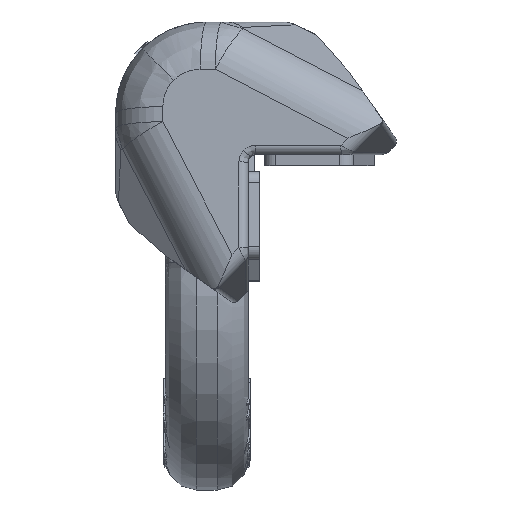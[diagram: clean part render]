
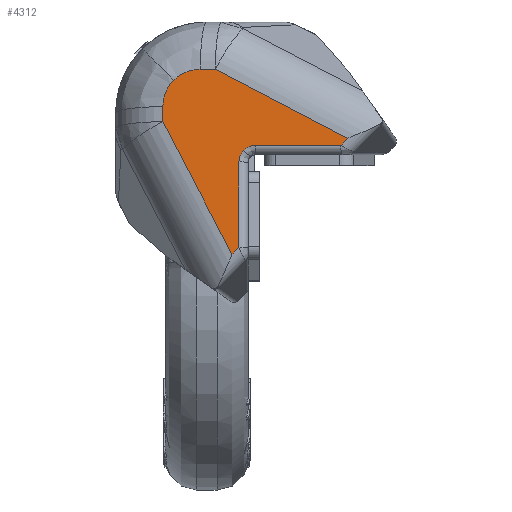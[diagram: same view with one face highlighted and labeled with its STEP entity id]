
A CAD part, left-side view. The second image highlights one B-rep face of the part: STEP entity #4312.
In plain terms, the highlighted face is planar.
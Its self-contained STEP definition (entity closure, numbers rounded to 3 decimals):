
#361=DIRECTION('',(0.702,-0.702,-0.124));
#362=VECTOR('',#361,3.681);
#363=CARTESIAN_POINT('',(6.364,8.621,-34.95));
#364=LINE('',#363,#362);
#375=CARTESIAN_POINT('',(0.,11.257,
-34.485));
#376=CARTESIAN_POINT('',(0.131,11.257,-34.485));
#377=CARTESIAN_POINT('',(0.392,11.252,-34.486));
#378=CARTESIAN_POINT('',(0.784,11.226,-34.491));
#379=CARTESIAN_POINT('',(1.174,11.183,-34.498));
#380=CARTESIAN_POINT('',(1.562,11.124,-34.509));
#381=CARTESIAN_POINT('',(1.948,11.047,-34.522));
#382=CARTESIAN_POINT('',(2.329,10.954,-34.539));
#383=CARTESIAN_POINT('',(2.706,10.844,-34.558));
#384=CARTESIAN_POINT('',(3.078,10.718,-34.58));
#385=CARTESIAN_POINT('',(3.444,10.576,-34.606));
#386=CARTESIAN_POINT('',(3.803,10.417,-34.633));
#387=CARTESIAN_POINT('',(4.156,10.244,-34.664));
#388=CARTESIAN_POINT('',(4.5,10.055,-34.697));
#389=CARTESIAN_POINT('',(4.836,9.851,-34.733));
#390=CARTESIAN_POINT('',(5.163,9.633,-34.772));
#391=CARTESIAN_POINT('',(5.48,9.4,-34.813));
#392=CARTESIAN_POINT('',(5.786,9.154,-34.856));
#393=CARTESIAN_POINT('',(6.082,8.895,-34.902));
#394=CARTESIAN_POINT('',(6.271,8.714,-34.934));
#395=CARTESIAN_POINT('',(6.364,8.621,-34.95));
#441=CARTESIAN_POINT('',(0.,11.257,
-34.485));
#442=CARTESIAN_POINT('',(-0.131,11.257,
-34.485));
#443=CARTESIAN_POINT('',(-0.392,11.252,
-34.486));
#444=CARTESIAN_POINT('',(-0.784,11.226,
-34.491));
#445=CARTESIAN_POINT('',(-1.174,11.183,-34.498));
#446=CARTESIAN_POINT('',(-1.562,11.124,-34.509));
#447=CARTESIAN_POINT('',(-1.948,11.047,-34.522));
#448=CARTESIAN_POINT('',(-2.329,10.954,-34.539));
#449=CARTESIAN_POINT('',(-2.706,10.844,-34.558));
#450=CARTESIAN_POINT('',(-3.078,10.718,-34.58));
#451=CARTESIAN_POINT('',(-3.444,10.576,-34.606));
#452=CARTESIAN_POINT('',(-3.803,10.417,-34.633));
#453=CARTESIAN_POINT('',(-4.156,10.244,-34.664));
#454=CARTESIAN_POINT('',(-4.5,10.055,-34.697));
#455=CARTESIAN_POINT('',(-4.836,9.851,-34.733));
#456=CARTESIAN_POINT('',(-5.163,9.633,-34.772));
#457=CARTESIAN_POINT('',(-5.48,9.4,-34.813));
#458=CARTESIAN_POINT('',(-5.786,9.154,-34.856));
#459=CARTESIAN_POINT('',(-6.082,8.895,-34.902));
#460=CARTESIAN_POINT('',(-6.271,8.714,-34.934));
#461=CARTESIAN_POINT('',(-6.364,8.621,-34.95));
#472=DIRECTION('',(-0.702,-0.702,-0.124));
#473=VECTOR('',#472,3.681);
#474=CARTESIAN_POINT('',(-6.364,8.621,-34.95));
#475=LINE('',#474,#473);
#609=CARTESIAN_POINT('',(0.,-12.653,
-38.701));
#610=CARTESIAN_POINT('',(0.262,-12.653,
-38.701));
#611=CARTESIAN_POINT('',(0.777,-12.703,
-38.71));
#612=CARTESIAN_POINT('',(1.538,-12.931,-38.75));
#613=CARTESIAN_POINT('',(2.24,-13.308,-38.817));
#614=CARTESIAN_POINT('',(2.642,-13.638,-38.875));
#615=CARTESIAN_POINT('',(2.828,-13.824,-38.908));
#617=CARTESIAN_POINT('',(0.,-12.653,
-38.701));
#618=CARTESIAN_POINT('',(-0.262,-12.653,
-38.701));
#619=CARTESIAN_POINT('',(-0.777,-12.703,
-38.71));
#620=CARTESIAN_POINT('',(-1.538,-12.931,
-38.75));
#621=CARTESIAN_POINT('',(-2.24,-13.308,
-38.817));
#622=CARTESIAN_POINT('',(-2.642,-13.638,
-38.875));
#623=CARTESIAN_POINT('',(-2.828,-13.824,
-38.908));
#643=DIRECTION('',(-0.296,-0.941,-0.166));
#644=VECTOR('',#643,36.617);
#645=CARTESIAN_POINT('',(-8.947,6.039,-35.405));
#646=LINE('',#645,#644);
#983=DIRECTION('',(-0.702,-0.702,-0.124));
#984=VECTOR('',#983,20.782);
#985=CARTESIAN_POINT('',(-2.828,-13.824,
-38.908));
#986=LINE('',#985,#984);
#1000=DIRECTION('',(1.,0.,0.));
#1001=VECTOR('',#1000,2.374);
#1002=CARTESIAN_POINT('',(-19.785,-28.406,
-41.479));
#1003=LINE('',#1002,#1001);
#1052=DIRECTION('',(0.702,-0.702,-0.124));
#1053=VECTOR('',#1052,20.782);
#1054=CARTESIAN_POINT('',(2.828,-13.824,
-38.908));
#1055=LINE('',#1054,#1053);
#1253=DIRECTION('',(0.296,-0.941,-0.166));
#1254=VECTOR('',#1253,36.617);
#1255=CARTESIAN_POINT('',(8.947,6.039,-35.405));
#1256=LINE('',#1255,#1254);
#1289=DIRECTION('',(-1.,0.,0.));
#1290=VECTOR('',#1289,2.374);
#1291=CARTESIAN_POINT('',(19.785,-28.406,
-41.479));
#1292=LINE('',#1291,#1290);
#2526=CARTESIAN_POINT('',(6.364,8.621,-34.95));
#2527=CARTESIAN_POINT('',(8.947,6.039,-35.405));
#2528=VERTEX_POINT('',#2526);
#2529=VERTEX_POINT('',#2527);
#2534=CARTESIAN_POINT('',(19.785,-28.406,
-41.479));
#2535=VERTEX_POINT('',#2534);
#2543=CARTESIAN_POINT('',(2.828,-13.824,
-38.908));
#2544=CARTESIAN_POINT('',(17.41,-28.406,
-41.479));
#2545=VERTEX_POINT('',#2543);
#2546=VERTEX_POINT('',#2544);
#2573=CARTESIAN_POINT('',(-6.364,8.621,
-34.95));
#2574=CARTESIAN_POINT('',(-8.947,6.039,
-35.405));
#2575=VERTEX_POINT('',#2573);
#2576=VERTEX_POINT('',#2574);
#2581=CARTESIAN_POINT('',(-19.785,-28.406,
-41.479));
#2582=VERTEX_POINT('',#2581);
#2590=CARTESIAN_POINT('',(-2.828,-13.824,
-38.908));
#2591=CARTESIAN_POINT('',(-17.41,-28.406,
-41.479));
#2592=VERTEX_POINT('',#2590);
#2593=VERTEX_POINT('',#2591);
#2613=CARTESIAN_POINT('',(0.,11.257,
-34.485));
#2615=VERTEX_POINT('',#2613);
#2616=CARTESIAN_POINT('',(0.,-12.653,
-38.701));
#2618=VERTEX_POINT('',#2616);
#4287=CARTESIAN_POINT('',(0.,-73.895,-49.5));
#4288=DIRECTION('',(0.,-0.174,0.985));
#4289=DIRECTION('',(0.,0.985,0.174));
#4290=AXIS2_PLACEMENT_3D('',#4287,#4288,#4289);
#4291=PLANE('',#4290);
#4292=ORIENTED_EDGE('',*,*,#3865,.F.);
#4293=ORIENTED_EDGE('',*,*,#3961,.T.);
#4294=ORIENTED_EDGE('',*,*,#3975,.T.);
#4296=ORIENTED_EDGE('',*,*,#4295,.T.);
#4298=ORIENTED_EDGE('',*,*,#4297,.T.);
#4300=ORIENTED_EDGE('',*,*,#4299,.F.);
#4301=ORIENTED_EDGE('',*,*,#4279,.F.);
#4302=ORIENTED_EDGE('',*,*,#4244,.T.);
#4304=ORIENTED_EDGE('',*,*,#4303,.T.);
#4306=ORIENTED_EDGE('',*,*,#4305,.F.);
#4308=ORIENTED_EDGE('',*,*,#4307,.F.);
#4309=ORIENTED_EDGE('',*,*,#3772,.F.);
#4310=EDGE_LOOP('',(#4292,#4293,#4294,#4296,#4298,#4300,#4301,#4302,#4304,#4306,
#4308,#4309));
#4311=FACE_OUTER_BOUND('',#4310,.F.);
#4312=ADVANCED_FACE('',(#4311),#4291,.F.);
#396=B_SPLINE_CURVE_WITH_KNOTS('',3,(#375,#376,#377,#378,#379,#380,#381,#382,
#383,#384,#385,#386,#387,#388,#389,#390,#391,#392,#393,#394,#395),.UNSPECIFIED.,
.F.,.F.,(4,1,1,1,1,1,1,1,1,1,1,1,1,1,1,1,1,1,4),(0.,0.056,
0.111,0.167,0.222,0.278,
0.333,0.389,0.444,0.5,0.556,
0.611,0.667,0.722,0.778,
0.833,0.889,0.944,1.),.UNSPECIFIED.);
#462=B_SPLINE_CURVE_WITH_KNOTS('',3,(#441,#442,#443,#444,#445,#446,#447,#448,
#449,#450,#451,#452,#453,#454,#455,#456,#457,#458,#459,#460,#461),.UNSPECIFIED.,
.F.,.F.,(4,1,1,1,1,1,1,1,1,1,1,1,1,1,1,1,1,1,4),(0.,0.056,
0.111,0.167,0.222,0.278,
0.333,0.389,0.444,0.5,0.556,
0.611,0.667,0.722,0.778,
0.833,0.889,0.944,1.),.UNSPECIFIED.);
#616=B_SPLINE_CURVE_WITH_KNOTS('',3,(#609,#610,#611,#612,#613,#614,#615),
.UNSPECIFIED.,.F.,.F.,(4,1,1,1,4),(0.,0.25,0.5,0.75,1.),
.UNSPECIFIED.);
#624=B_SPLINE_CURVE_WITH_KNOTS('',3,(#617,#618,#619,#620,#621,#622,#623),
.UNSPECIFIED.,.F.,.F.,(4,1,1,1,4),(0.,0.25,0.5,0.75,1.),
.UNSPECIFIED.);
#3772=EDGE_CURVE('',#2528,#2529,#364,.T.);
#3865=EDGE_CURVE('',#2615,#2528,#396,.T.);
#3961=EDGE_CURVE('',#2615,#2575,#462,.T.);
#3975=EDGE_CURVE('',#2575,#2576,#475,.T.);
#4244=EDGE_CURVE('',#2618,#2545,#616,.T.);
#4279=EDGE_CURVE('',#2618,#2592,#624,.T.);
#4295=EDGE_CURVE('',#2576,#2582,#646,.T.);
#4297=EDGE_CURVE('',#2582,#2593,#1003,.T.);
#4299=EDGE_CURVE('',#2592,#2593,#986,.T.);
#4303=EDGE_CURVE('',#2545,#2546,#1055,.T.);
#4305=EDGE_CURVE('',#2535,#2546,#1292,.T.);
#4307=EDGE_CURVE('',#2529,#2535,#1256,.T.);
